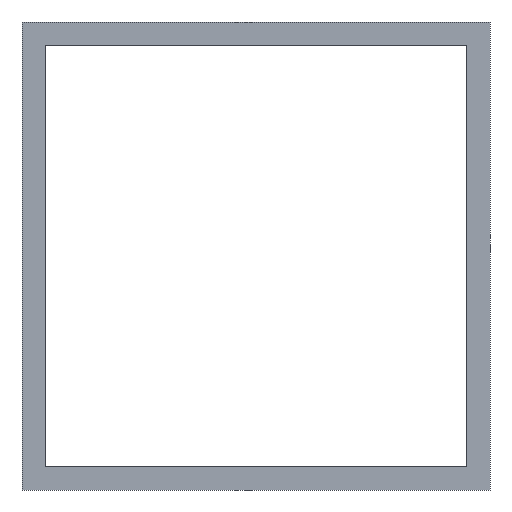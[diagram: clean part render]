
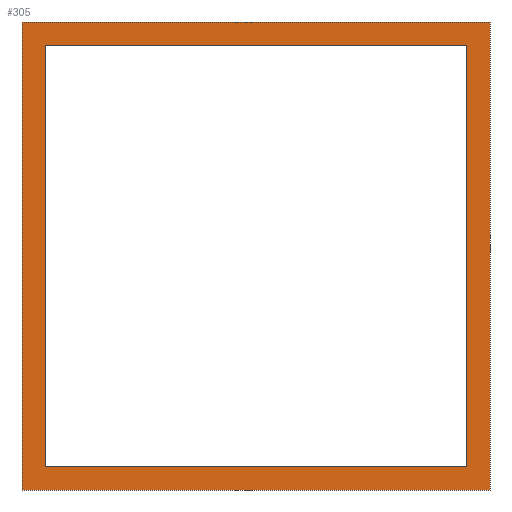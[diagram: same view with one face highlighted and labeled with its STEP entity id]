
A CAD part, front view. The second image highlights one B-rep face of the part: STEP entity #305.
In plain terms, the highlighted planar face has unit normal (0, -1, 0).
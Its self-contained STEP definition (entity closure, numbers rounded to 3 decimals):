
#2 = VECTOR ( 'NONE', #129, 1000. ) ;
#3 = CARTESIAN_POINT ( 'NONE',  ( -18., 0., 18. ) ) ;
#5 = CARTESIAN_POINT ( 'NONE',  ( -18., 0., 18. ) ) ;
#11 = CARTESIAN_POINT ( 'NONE',  ( 20., 0., -20. ) ) ;
#15 = ORIENTED_EDGE ( 'NONE', *, *, #56, .F. ) ;
#22 = VERTEX_POINT ( 'NONE', #292 ) ;
#26 = VECTOR ( 'NONE', #280, 1000. ) ;
#29 = CARTESIAN_POINT ( 'NONE',  ( -20., 0., 20. ) ) ;
#31 = CARTESIAN_POINT ( 'NONE',  ( -20., 0., -20. ) ) ;
#32 = DIRECTION ( 'NONE',  ( -1., 0., 0. ) ) ;
#38 = ORIENTED_EDGE ( 'NONE', *, *, #99, .T. ) ;
#39 = CARTESIAN_POINT ( 'NONE',  ( 18., 0., 18. ) ) ;
#41 = EDGE_CURVE ( 'NONE', #257, #165, #185, .T. ) ;
#49 = ORIENTED_EDGE ( 'NONE', *, *, #41, .T. ) ;
#56 = EDGE_CURVE ( 'NONE', #264, #119, #281, .T. ) ;
#58 = LINE ( 'NONE', #29, #253 ) ;
#69 = DIRECTION ( 'NONE',  ( 0., 0., -1. ) ) ;
#78 = LINE ( 'NONE', #174, #26 ) ;
#79 = CARTESIAN_POINT ( 'NONE',  ( -18., 0., -18. ) ) ;
#80 = DIRECTION ( 'NONE',  ( -1., 0., 0. ) ) ;
#84 = DIRECTION ( 'NONE',  ( 0., -1., 0. ) ) ;
#99 = EDGE_CURVE ( 'NONE', #132, #121, #151, .T. ) ;
#102 = VECTOR ( 'NONE', #145, 1000. ) ;
#105 = DIRECTION ( 'NONE',  ( 1., 0., 0. ) ) ;
#106 = EDGE_CURVE ( 'NONE', #165, #132, #191, .T. ) ;
#107 = FACE_BOUND ( 'NONE', #202, .T. ) ;
#111 = EDGE_LOOP ( 'NONE', ( #231, #180, #139, #15 ) ) ;
#113 = EDGE_CURVE ( 'NONE', #22, #270, #58, .T. ) ;
#114 = PLANE ( 'NONE',  #274 ) ;
#119 = VERTEX_POINT ( 'NONE', #171 ) ;
#121 = VERTEX_POINT ( 'NONE', #5 ) ;
#129 = DIRECTION ( 'NONE',  ( 0., 0., -1. ) ) ;
#132 = VERTEX_POINT ( 'NONE', #172 ) ;
#134 = CARTESIAN_POINT ( 'NONE',  ( -20., 0., 20. ) ) ;
#136 = VECTOR ( 'NONE', #293, 1000. ) ;
#139 = ORIENTED_EDGE ( 'NONE', *, *, #298, .F. ) ;
#145 = DIRECTION ( 'NONE',  ( 0., 0., 1. ) ) ;
#149 = EDGE_CURVE ( 'NONE', #270, #264, #255, .T. ) ;
#151 = LINE ( 'NONE', #3, #102 ) ;
#165 = VERTEX_POINT ( 'NONE', #252 ) ;
#171 = CARTESIAN_POINT ( 'NONE',  ( -20., 0., -20. ) ) ;
#172 = CARTESIAN_POINT ( 'NONE',  ( -18., 0., -18. ) ) ;
#174 = CARTESIAN_POINT ( 'NONE',  ( -18., 0., 18. ) ) ;
#177 = EDGE_CURVE ( 'NONE', #121, #257, #78, .T. ) ;
#180 = ORIENTED_EDGE ( 'NONE', *, *, #113, .F. ) ;
#182 = DIRECTION ( 'NONE',  ( 0., 0., 1. ) ) ;
#185 = LINE ( 'NONE', #273, #136 ) ;
#190 = CARTESIAN_POINT ( 'NONE',  ( 20., 0., 20. ) ) ;
#191 = LINE ( 'NONE', #79, #287 ) ;
#202 = EDGE_LOOP ( 'NONE', ( #38, #262, #49, #314 ) ) ;
#203 = CARTESIAN_POINT ( 'NONE',  ( 20., 0., 20. ) ) ;
#205 = FACE_OUTER_BOUND ( 'NONE', #111, .T. ) ;
#213 = VECTOR ( 'NONE', #32, 1000. ) ;
#231 = ORIENTED_EDGE ( 'NONE', *, *, #149, .F. ) ;
#252 = CARTESIAN_POINT ( 'NONE',  ( 18., 0., -18. ) ) ;
#253 = VECTOR ( 'NONE', #105, 1000. ) ;
#255 = LINE ( 'NONE', #190, #2 ) ;
#256 = CARTESIAN_POINT ( 'NONE',  ( 0., 0., 0. ) ) ;
#257 = VERTEX_POINT ( 'NONE', #39 ) ;
#262 = ORIENTED_EDGE ( 'NONE', *, *, #177, .T. ) ;
#264 = VERTEX_POINT ( 'NONE', #11 ) ;
#270 = VERTEX_POINT ( 'NONE', #203 ) ;
#273 = CARTESIAN_POINT ( 'NONE',  ( 18., 0., 18. ) ) ;
#274 = AXIS2_PLACEMENT_3D ( 'NONE', #256, #84, #69 ) ;
#280 = DIRECTION ( 'NONE',  ( 1., 0., 0. ) ) ;
#281 = LINE ( 'NONE', #31, #213 ) ;
#286 = LINE ( 'NONE', #134, #320 ) ;
#287 = VECTOR ( 'NONE', #80, 1000. ) ;
#292 = CARTESIAN_POINT ( 'NONE',  ( -20., 0., 20. ) ) ;
#293 = DIRECTION ( 'NONE',  ( 0., 0., -1. ) ) ;
#298 = EDGE_CURVE ( 'NONE', #119, #22, #286, .T. ) ;
#305 = ADVANCED_FACE ( 'NONE', ( #205, #107 ), #114, .T. ) ;
#314 = ORIENTED_EDGE ( 'NONE', *, *, #106, .T. ) ;
#320 = VECTOR ( 'NONE', #182, 1000. ) ;
